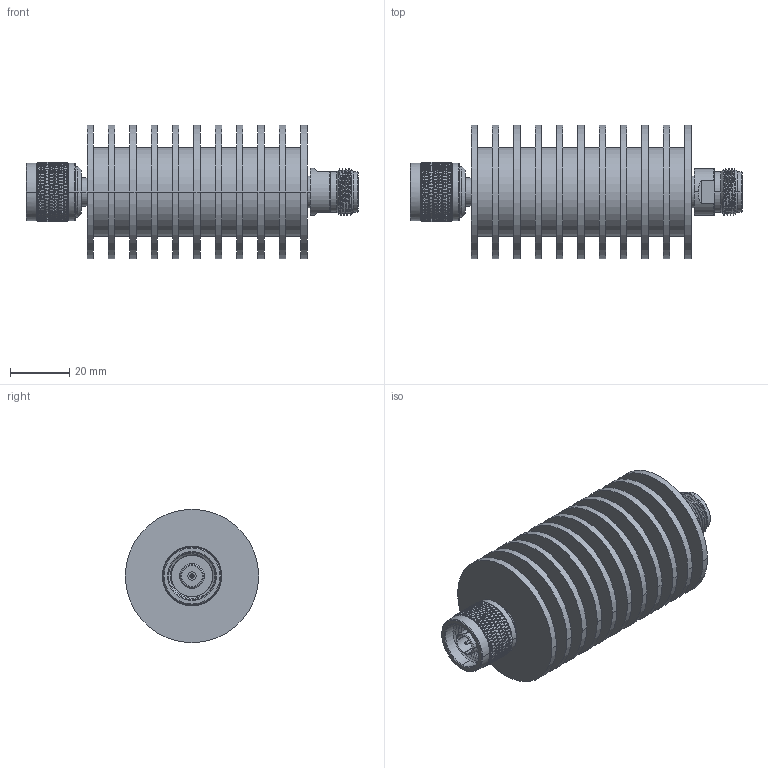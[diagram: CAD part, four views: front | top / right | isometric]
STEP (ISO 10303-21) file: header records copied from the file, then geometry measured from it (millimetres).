
FILE_DESCRIPTION (( 'STEP AP214' ), '1' );
FILE_NAME ('SA3N512-03_3D.step', '2023-10-24T15:19:49', ( '' ), ( '' ), 'SwSTEP 2.0', 'SolidWorks 2022', '' );
FILE_SCHEMA (( 'AUTOMOTIVE_DESIGN' ));
Products named in the file (1): SA3N512-03_3D
Bounding box: 112 x 45 x 45 mm (x, y, z)
Volume: 79131.5 mm3; surface area: 33618.9 mm2
Topology: 1 solids, 1 shells, 2643 faces, 5421 edges, 2814 vertices
Faces by surface type: bspline 1770, cylinder 545, cone 258, plane 70
Entity records: 95577 total; most frequent: CARTESIAN_POINT 59851, ORIENTED_EDGE 10842, EDGE_CURVE 5421, DIRECTION 3137, VERTEX_POINT 2814, EDGE_LOOP 2677, FACE_OUTER_BOUND 2643, ADVANCED_FACE 2643
